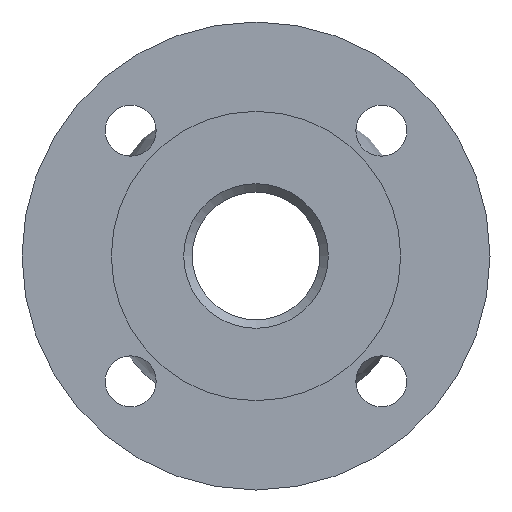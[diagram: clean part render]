
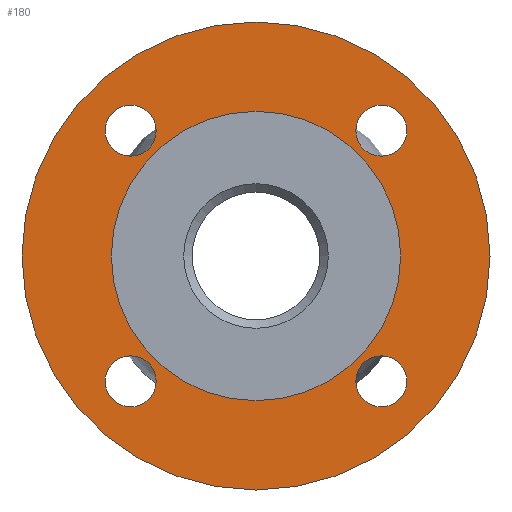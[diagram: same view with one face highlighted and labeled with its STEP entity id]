
A CAD part, left-side view. The second image highlights one B-rep face of the part: STEP entity #180.
In plain terms, the highlighted free-form (B-spline) face has degree [1, 1] with [2, 2] control points.
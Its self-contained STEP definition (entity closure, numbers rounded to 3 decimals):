
#94=CARTESIAN_POINT('',(-81.5,0.,-51.));
#95=VERTEX_POINT('',#94);
#96=CARTESIAN_POINT('',(-81.5,0.0,0.0));
#97=DIRECTION('',(1.0,0.0,0.0));
#98=DIRECTION('',(0.0,0.0,1.0));
#99=AXIS2_PLACEMENT_3D('',#96,#97,#98);
#100=CIRCLE('',#99,51.);
#101=EDGE_CURVE('',#95,#95,#100,.T.);
#117=CARTESIAN_POINT('',(-81.5,82.5,-82.5));
#118=CARTESIAN_POINT('',(-81.5,82.5,82.5));
#119=CARTESIAN_POINT('',(-81.5,-82.5,-82.5));
#120=CARTESIAN_POINT('',(-81.5,-82.5,82.5));
#121=B_SPLINE_SURFACE_WITH_KNOTS('',1,1,((#117,#119),(#118,#120)),.UNSPECIFIED.,.F.,.F.,.U.,(2,2),(2,2),(0.0,165.0),(0.0,165.0),.UNSPECIFIED.);
#122=CARTESIAN_POINT('',(-81.5,0.,-82.5));
#123=VERTEX_POINT('',#122);
#124=CARTESIAN_POINT('',(-81.5,0.0,0.0));
#125=DIRECTION('',(1.0,0.0,0.0));
#126=DIRECTION('',(0.0,-1.0,0.0));
#127=AXIS2_PLACEMENT_3D('',#124,#125,#126);
#128=CIRCLE('',#127,82.5);
#129=EDGE_CURVE('',#123,#123,#128,.T.);
#130=ORIENTED_EDGE('',*,*,#129,.F.);
#131=EDGE_LOOP('',(#130));
#132=FACE_OUTER_BOUND('',#131,.T.);
#133=ORIENTED_EDGE('',*,*,#101,.T.);
#134=EDGE_LOOP('',(#133));
#135=FACE_BOUND('',#134,.T.);
#136=CARTESIAN_POINT('',(-81.5,44.194,35.194));
#137=VERTEX_POINT('',#136);
#138=CARTESIAN_POINT('',(-81.5,44.194,44.194));
#139=DIRECTION('',(-1.0,0.0,0.0));
#140=DIRECTION('',(0.0,1.0,0.0));
#141=AXIS2_PLACEMENT_3D('',#138,#139,#140);
#142=CIRCLE('',#141,9.0);
#143=EDGE_CURVE('',#137,#137,#142,.T.);
#144=ORIENTED_EDGE('',*,*,#143,.F.);
#145=EDGE_LOOP('',(#144));
#146=FACE_BOUND('',#145,.T.);
#147=CARTESIAN_POINT('',(-81.5,44.194,-53.194));
#148=VERTEX_POINT('',#147);
#149=CARTESIAN_POINT('',(-81.5,44.194,-44.194));
#150=DIRECTION('',(-1.0,0.0,0.0));
#151=DIRECTION('',(0.0,0.0,-1.0));
#152=AXIS2_PLACEMENT_3D('',#149,#150,#151);
#153=CIRCLE('',#152,9.0);
#154=EDGE_CURVE('',#148,#148,#153,.T.);
#155=ORIENTED_EDGE('',*,*,#154,.F.);
#156=EDGE_LOOP('',(#155));
#157=FACE_BOUND('',#156,.T.);
#158=CARTESIAN_POINT('',(-81.5,-44.194,-53.194));
#159=VERTEX_POINT('',#158);
#160=CARTESIAN_POINT('',(-81.5,-44.194,-44.194));
#161=DIRECTION('',(-1.0,0.0,0.0));
#162=DIRECTION('',(0.0,-1.0,0.0));
#163=AXIS2_PLACEMENT_3D('',#160,#161,#162);
#164=CIRCLE('',#163,9.0);
#165=EDGE_CURVE('',#159,#159,#164,.T.);
#166=ORIENTED_EDGE('',*,*,#165,.F.);
#167=EDGE_LOOP('',(#166));
#168=FACE_BOUND('',#167,.T.);
#169=CARTESIAN_POINT('',(-81.5,-44.194,35.194));
#170=VERTEX_POINT('',#169);
#171=CARTESIAN_POINT('',(-81.5,-44.194,44.194));
#172=DIRECTION('',(-1.0,0.0,0.0));
#173=DIRECTION('',(0.0,0.0,1.0));
#174=AXIS2_PLACEMENT_3D('',#171,#172,#173);
#175=CIRCLE('',#174,9.0);
#176=EDGE_CURVE('',#170,#170,#175,.T.);
#177=ORIENTED_EDGE('',*,*,#176,.F.);
#178=EDGE_LOOP('',(#177));
#179=FACE_BOUND('',#178,.T.);
#180=ADVANCED_FACE('',(#132,#135,#146,#157,#168,#179),#121,.F.);
